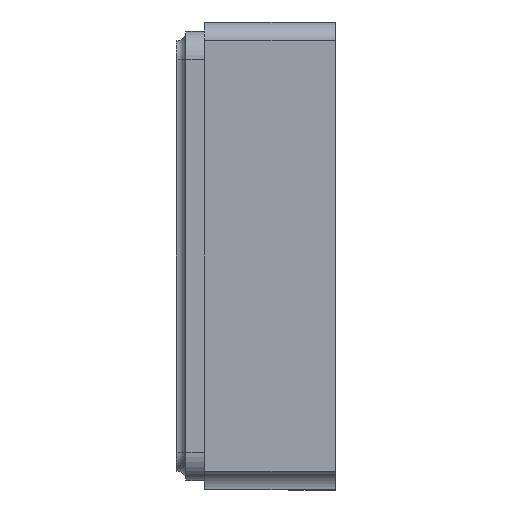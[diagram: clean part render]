
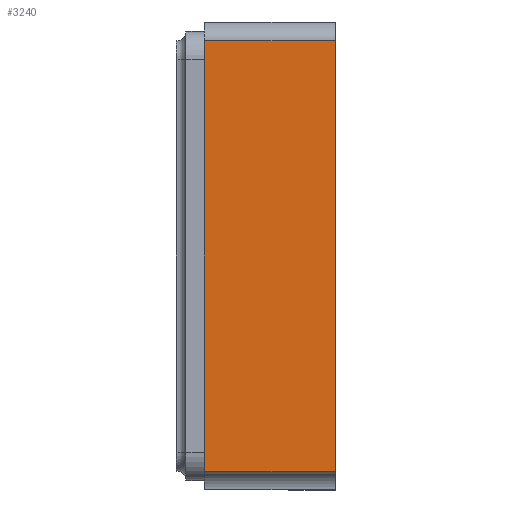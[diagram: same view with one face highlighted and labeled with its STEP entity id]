
A CAD part, left-side view. The second image highlights one B-rep face of the part: STEP entity #3240.
In plain terms, the highlighted planar face has unit normal (-1, 0, 0).
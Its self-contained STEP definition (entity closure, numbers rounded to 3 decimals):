
#358 = CARTESIAN_POINT ( 'NONE',  ( -3.5, 1.4, 2.3 ) ) ;
#430 = FACE_OUTER_BOUND ( 'NONE', #867, .T. ) ;
#431 = EDGE_CURVE ( 'NONE', #3492, #2387, #6964, .T. ) ;
#823 = VECTOR ( 'NONE', #10235, 1000. ) ;
#867 = EDGE_LOOP ( 'NONE', ( #1810, #6985, #5363, #4099 ) ) ;
#929 = VECTOR ( 'NONE', #9554, 1000. ) ;
#1573 = DIRECTION ( 'NONE',  ( 0., 0., 1. ) ) ;
#1810 = ORIENTED_EDGE ( 'NONE', *, *, #4427, .T. ) ;
#2176 = CARTESIAN_POINT ( 'NONE',  ( -3.5, 1.4, 2.3 ) ) ;
#2387 = VERTEX_POINT ( 'NONE', #2176 ) ;
#2473 = LINE ( 'NONE', #7440, #3929 ) ;
#2855 = EDGE_CURVE ( 'NONE', #2387, #5623, #4514, .T. ) ;
#3240 = ADVANCED_FACE ( 'NONE', ( #430 ), #10476, .F. ) ;
#3492 = VERTEX_POINT ( 'NONE', #10258 ) ;
#3558 = VECTOR ( 'NONE', #4406, 1000. ) ;
#3654 = DIRECTION ( 'NONE',  ( 1., 0., 0. ) ) ;
#3929 = VECTOR ( 'NONE', #1573, 1000. ) ;
#4099 = ORIENTED_EDGE ( 'NONE', *, *, #5800, .T. ) ;
#4406 = DIRECTION ( 'NONE',  ( 0., -1., 0. ) ) ;
#4427 = EDGE_CURVE ( 'NONE', #8888, #5623, #2473, .T. ) ;
#4514 = LINE ( 'NONE', #9365, #3558 ) ;
#4560 = DIRECTION ( 'NONE',  ( 0., 0., -1. ) ) ;
#5225 = LINE ( 'NONE', #5328, #823 ) ;
#5328 = CARTESIAN_POINT ( 'NONE',  ( -3.5, 1.4, -2.3 ) ) ;
#5363 = ORIENTED_EDGE ( 'NONE', *, *, #431, .F. ) ;
#5623 = VERTEX_POINT ( 'NONE', #6465 ) ;
#5800 = EDGE_CURVE ( 'NONE', #3492, #8888, #5225, .T. ) ;
#6465 = CARTESIAN_POINT ( 'NONE',  ( -3.5, 0., 2.3 ) ) ;
#6964 = LINE ( 'NONE', #358, #929 ) ;
#6985 = ORIENTED_EDGE ( 'NONE', *, *, #2855, .F. ) ;
#7440 = CARTESIAN_POINT ( 'NONE',  ( -3.5, 0., 2.3 ) ) ;
#7978 = CARTESIAN_POINT ( 'NONE',  ( -3.5, 0., -2.3 ) ) ;
#8669 = CARTESIAN_POINT ( 'NONE',  ( -3.5, 1.4, 2.3 ) ) ;
#8888 = VERTEX_POINT ( 'NONE', #7978 ) ;
#9365 = CARTESIAN_POINT ( 'NONE',  ( -3.5, 1.4, 2.3 ) ) ;
#9554 = DIRECTION ( 'NONE',  ( 0., 0., 1. ) ) ;
#10235 = DIRECTION ( 'NONE',  ( 0., -1., 0. ) ) ;
#10258 = CARTESIAN_POINT ( 'NONE',  ( -3.5, 1.4, -2.3 ) ) ;
#10476 = PLANE ( 'NONE',  #10492 ) ;
#10492 = AXIS2_PLACEMENT_3D ( 'NONE', #8669, #3654, #4560 ) ;
